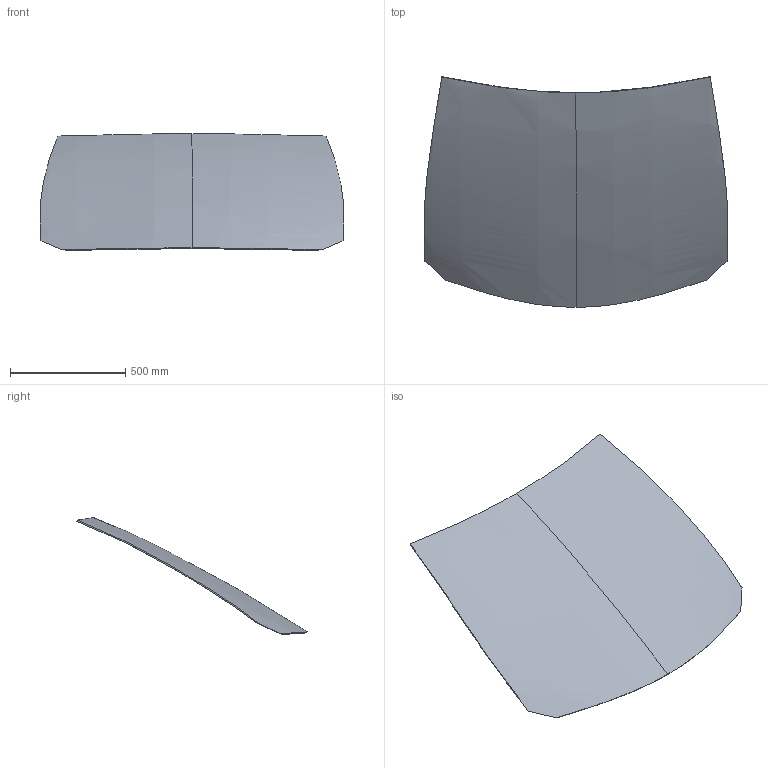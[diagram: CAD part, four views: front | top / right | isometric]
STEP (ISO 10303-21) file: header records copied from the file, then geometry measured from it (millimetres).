
FILE_DESCRIPTION (( 'STEP AP203' ), '1' );
FILE_NAME ('window solid2.STEP', '2025-01-25T07:18:02', ( '' ), ( '' ), 'SwSTEP 2.0', 'SolidWorks 2020', '' );
FILE_SCHEMA (( 'CONFIG_CONTROL_DESIGN' ));
Length unit declared in the file: millimetre
Products named in the file (1): window solid2
Bounding box: 1316.49 x 999.03 x 506.46 mm (x, y, z)
Volume: 6613655.4 mm3; surface area: 2649570.5 mm2
Topology: 1 solids, 1 shells, 14 faces, 32 edges, 20 vertices
Faces by surface type: bspline 12, plane 2
Entity records: 26252 total; most frequent: CARTESIAN_POINT 25958, ORIENTED_EDGE 64, EDGE_CURVE 32, B_SPLINE_CURVE_WITH_KNOTS 32, VERTEX_POINT 20, EDGE_LOOP 14, FACE_OUTER_BOUND 14, ADVANCED_FACE 14
